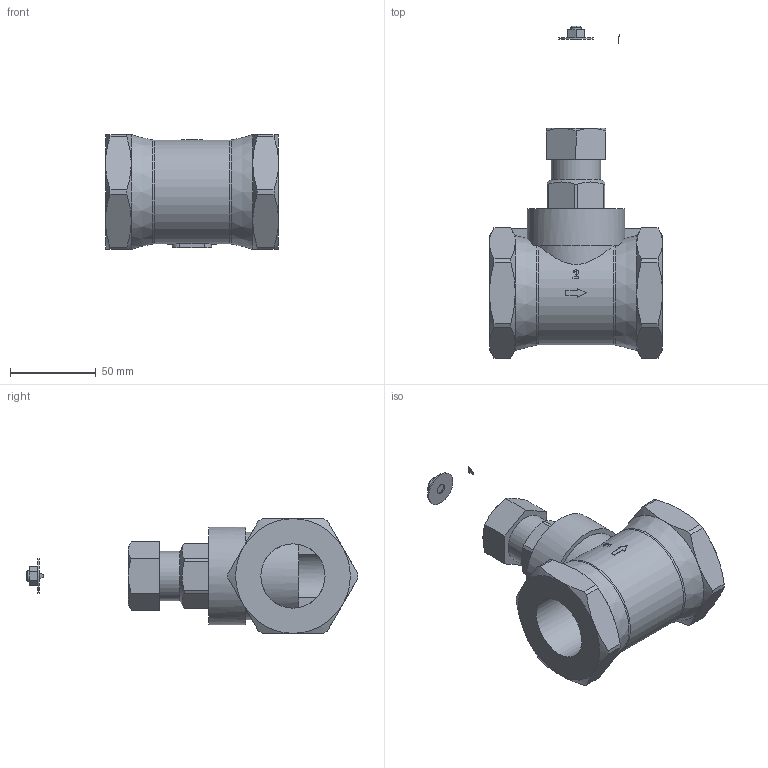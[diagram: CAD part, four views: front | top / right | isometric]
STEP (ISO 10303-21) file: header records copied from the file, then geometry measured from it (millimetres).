
FILE_DESCRIPTION(/* description */ ('Unknown'),/* implementation_level */ '2;1');
FILE_NAME(/* name */ 'GB-200 -DN50',/* time_stamp */ '2020-10-06T10:17:36+08:00',/* author */ ('Unknown'),/* organization */ ('Unknown'),/* preprocessor_version */ 'ST-DEVELOPER v16.7',/* originating_system */ 'DEX',/* authorisation */ $);
FILE_SCHEMA (('AUTOMOTIVE_DESIGN {1 0 10303 214 3 1 1}'));
Length unit declared in the file: millimetre
Products named in the file (1): GB-200 -DN50
Bounding box: 101 x 193.86 x 67 mm (x, y, z)
Volume: 304499.7 mm3; surface area: 55975.5 mm2
Topology: 5 solids, 5 shells, 170 faces, 412 edges, 258 vertices
Faces by surface type: plane 69, cone 46, cylinder 40, bspline 12, torus 3
Full cylindrical faces by diameter (mm): 6 x2, 20 x1, 29 x1, 33 x1, 35 x1, 37.5 x2, 40 x1, 57 x1
Entity records: 6506 total; most frequent: CARTESIAN_POINT 2801, ORIENTED_EDGE 784, DIRECTION 705, EDGE_CURVE 392, AXIS2_PLACEMENT_3D 294, VERTEX_POINT 251, EDGE_LOOP 191, FACE_BOUND 191
